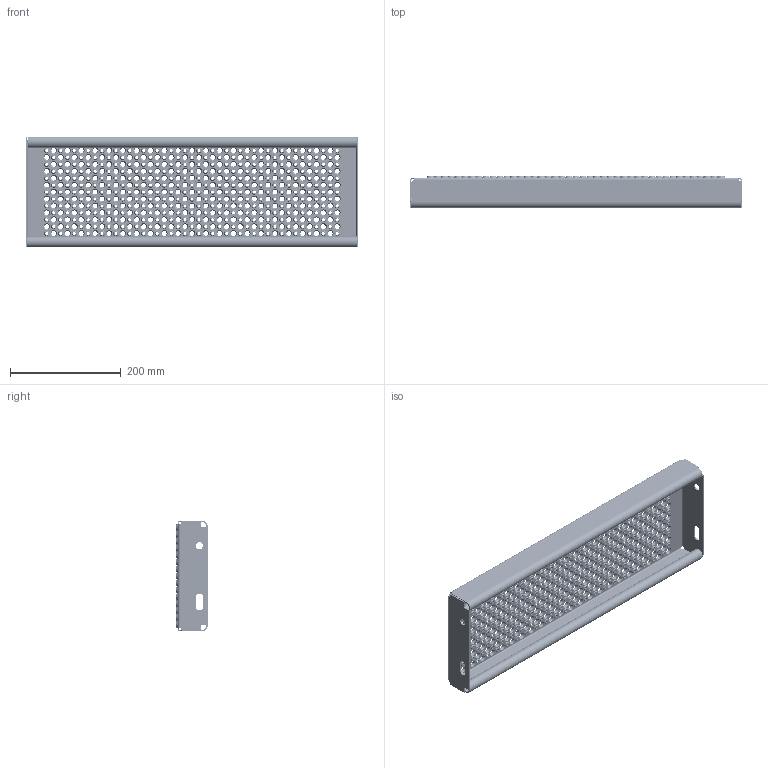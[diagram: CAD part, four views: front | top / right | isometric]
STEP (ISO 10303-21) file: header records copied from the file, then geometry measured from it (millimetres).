
FILE_DESCRIPTION (( 'STEP AP214' ), '1' );
FILE_NAME ('OPTIMO-Tread-Achil-O2-600x200x57x2,5-alu-F100796160.STEP', '2021-08-11T07:35:49', ( '' ), ( '' ), 'SwSTEP 2.0', 'SolidWorks 2021', '' );
FILE_SCHEMA (( 'AUTOMOTIVE_DESIGN' ));
Length unit declared in the file: millimetre
Products named in the file (1): OPTIMO-Tread-Achil-O2-600x200x57x2,5-alu-F100796160
Bounding box: 600 x 57 x 200 mm (x, y, z)
Volume: 596230.7 mm3; surface area: 518956.1 mm2
Topology: 1 solids, 1 shells, 4597 faces, 10520 edges, 6570 vertices
Faces by surface type: cone 2580, cylinder 1326, plane 683, bspline 8
Entity records: 134466 total; most frequent: DIRECTION 26174, CARTESIAN_POINT 22252, ORIENTED_EDGE 21040, AXIS2_PLACEMENT_3D 11096, EDGE_CURVE 10520, VERTEX_POINT 6570, EDGE_LOOP 6540, CIRCLE 6506
